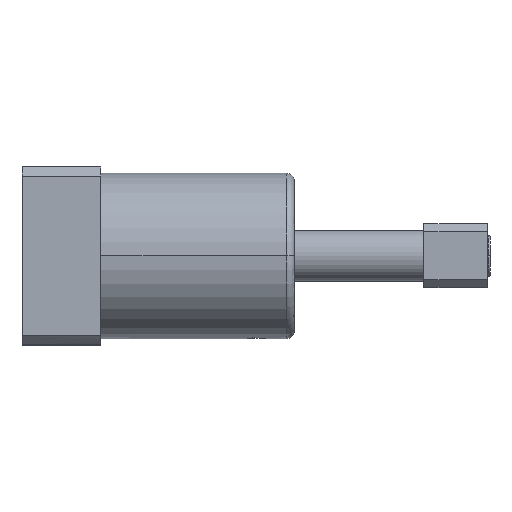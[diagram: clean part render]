
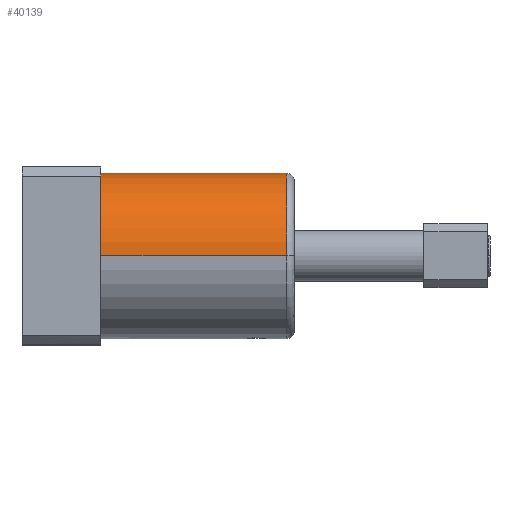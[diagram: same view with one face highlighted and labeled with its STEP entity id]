
A CAD part, top view. The second image highlights one B-rep face of the part: STEP entity #40139.
In plain terms, the highlighted cylindrical face has radius 32.5 mm (diameter 65 mm), a partial arc.
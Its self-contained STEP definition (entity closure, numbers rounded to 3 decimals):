
#697 = AXIS2_PLACEMENT_3D ( 'NONE', #43352, #43295, #43256 ) ;
#1776 = EDGE_LOOP ( 'NONE', ( #32743, #23709, #5765, #29847 ) ) ;
#1821 = LINE ( 'NONE', #35759, #30072 ) ;
#4169 = FACE_OUTER_BOUND ( 'NONE', #1776, .T. ) ;
#4404 = CYLINDRICAL_SURFACE ( 'NONE', #43520, 32.5 ) ;
#4618 = EDGE_CURVE ( 'NONE', #39144, #11982, #43140, .T. ) ;
#5193 = VERTEX_POINT ( 'NONE', #31436 ) ;
#5765 = ORIENTED_EDGE ( 'NONE', *, *, #22644, .T. ) ;
#7366 = VECTOR ( 'NONE', #25819, 1000. ) ;
#8873 = EDGE_CURVE ( 'NONE', #5193, #39760, #1821, .T. ) ;
#11982 = VERTEX_POINT ( 'NONE', #40152 ) ;
#12476 = DIRECTION ( 'NONE',  ( 0., 0., -1. ) ) ;
#12534 = CARTESIAN_POINT ( 'NONE',  ( 31., 0., 0. ) ) ;
#13477 = DIRECTION ( 'NONE',  ( 1., 0., 0. ) ) ;
#18596 = CARTESIAN_POINT ( 'NONE',  ( 104., 0., 32.5 ) ) ;
#22644 = EDGE_CURVE ( 'NONE', #39760, #11982, #38281, .T. ) ;
#23709 = ORIENTED_EDGE ( 'NONE', *, *, #8873, .T. ) ;
#25249 = CARTESIAN_POINT ( 'NONE',  ( 31., 0., -32.5 ) ) ;
#25819 = DIRECTION ( 'NONE',  ( 1., 0., 0. ) ) ;
#26407 = DIRECTION ( 'NONE',  ( 0., 0., -1. ) ) ;
#26460 = DIRECTION ( 'NONE',  ( 1., 0., 0. ) ) ;
#26514 = CARTESIAN_POINT ( 'NONE',  ( 31., 0., 0. ) ) ;
#27108 = EDGE_CURVE ( 'NONE', #39144, #5193, #40324, .T. ) ;
#28344 = CARTESIAN_POINT ( 'NONE',  ( 31., 0., -32.5 ) ) ;
#29847 = ORIENTED_EDGE ( 'NONE', *, *, #4618, .F. ) ;
#30072 = VECTOR ( 'NONE', #35620, 1000. ) ;
#31436 = CARTESIAN_POINT ( 'NONE',  ( 31., 0., 32.5 ) ) ;
#32743 = ORIENTED_EDGE ( 'NONE', *, *, #27108, .T. ) ;
#35620 = DIRECTION ( 'NONE',  ( 1., 0., 0. ) ) ;
#35759 = CARTESIAN_POINT ( 'NONE',  ( 31., 0., 32.5 ) ) ;
#38281 = CIRCLE ( 'NONE', #697, 32.5 ) ;
#39144 = VERTEX_POINT ( 'NONE', #28344 ) ;
#39760 = VERTEX_POINT ( 'NONE', #18596 ) ;
#40139 = ADVANCED_FACE ( 'NONE', ( #4169 ), #4404, .T. ) ;
#40152 = CARTESIAN_POINT ( 'NONE',  ( 104., 0., -32.5 ) ) ;
#40324 = CIRCLE ( 'NONE', #41889, 32.5 ) ;
#41889 = AXIS2_PLACEMENT_3D ( 'NONE', #26514, #26460, #26407 ) ;
#43140 = LINE ( 'NONE', #25249, #7366 ) ;
#43256 = DIRECTION ( 'NONE',  ( 0., 0., -1. ) ) ;
#43295 = DIRECTION ( 'NONE',  ( -1., 0., 0. ) ) ;
#43352 = CARTESIAN_POINT ( 'NONE',  ( 104., 0., 0. ) ) ;
#43520 = AXIS2_PLACEMENT_3D ( 'NONE', #12534, #13477, #12476 ) ;
